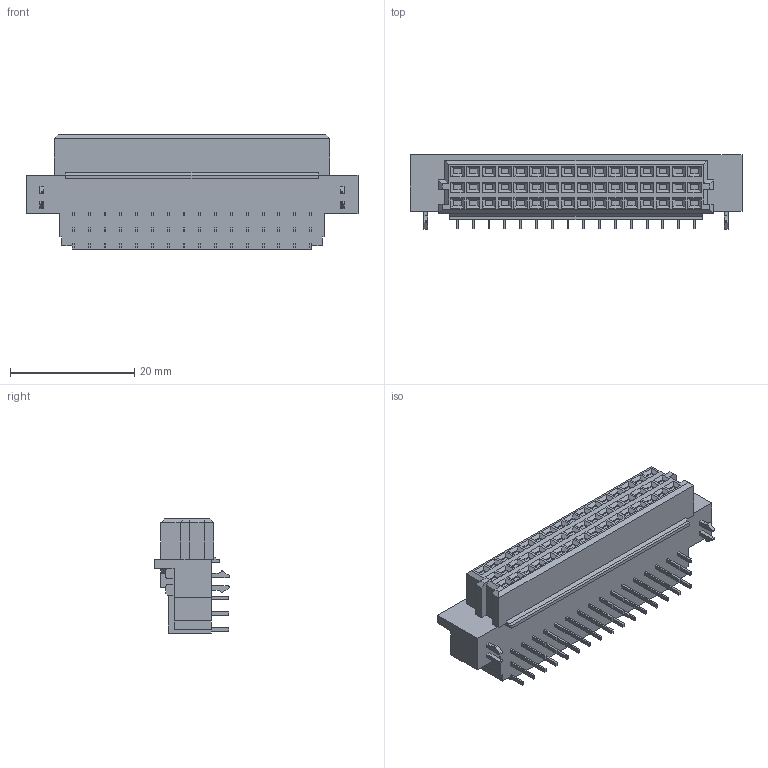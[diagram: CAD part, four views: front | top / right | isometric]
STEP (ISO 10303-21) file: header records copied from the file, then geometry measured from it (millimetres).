
FILE_DESCRIPTION((''),'2;1');
FILE_NAME('C-5650893-05-3','2007-08-31T',('workeradm'),('Tyco Electronics Corporation'),'PRO/ENGINEER BY PARAMETRIC TECHNOLOGY CORPORATION, 2005450','PRO/ENGINEER BY PARAMETRIC TECHNOLOGY CORPORATION, 2005450','');
FILE_SCHEMA(('CONFIG_CONTROL_DESIGN', 'GEOMETRIC_VALIDATION_PROPERTIES_MIM'));
Length unit declared in the file: millimetre
Products named in the file (1): C-5650893-05-3
Bounding box: 53.34 x 12.03 x 18.36 mm (x, y, z)
Volume: 6550.2 mm3; surface area: 3473.6 mm2
Topology: 1 solids, 1 shells, 984 faces, 2393 edges, 1528 vertices
Faces by surface type: plane 957, cylinder 25, extrusion 2
Entity records: 28132 total; most frequent: CARTESIAN_POINT 4946, ORIENTED_EDGE 4786, DIRECTION 4405, EDGE_CURVE 2393, VECTOR 2341, LINE 2339, VERTEX_POINT 1528, EDGE_LOOP 1101
